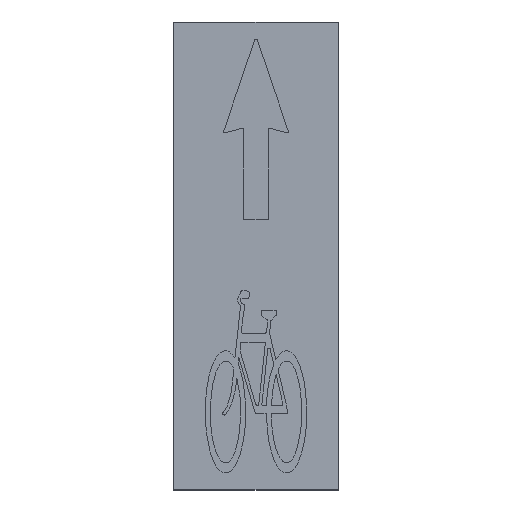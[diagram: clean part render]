
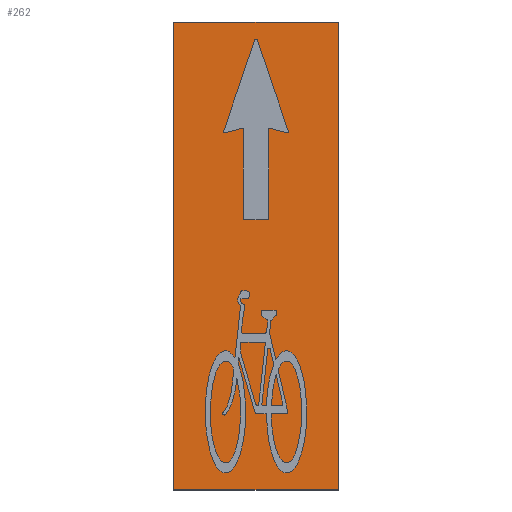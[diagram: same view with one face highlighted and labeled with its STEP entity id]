
A CAD part, top view. The second image highlights one B-rep face of the part: STEP entity #262.
In plain terms, the highlighted planar face has unit normal (0, 0, 1).
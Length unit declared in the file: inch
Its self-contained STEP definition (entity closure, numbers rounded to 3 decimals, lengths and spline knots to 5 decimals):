
#262=ADVANCED_FACE('',(#349),#1542,.T.);
#349=FACE_OUTER_BOUND('',#436,.T.);
#436=EDGE_LOOP('',(#545,#546,#547,#548));
#545=ORIENTED_EDGE('',*,*,#1025,.F.);
#546=ORIENTED_EDGE('',*,*,#1022,.F.);
#547=ORIENTED_EDGE('',*,*,#1019,.F.);
#548=ORIENTED_EDGE('',*,*,#1015,.F.);
#1015=EDGE_CURVE('',#1376,#1377,#1258,.T.);
#1019=EDGE_CURVE('',#1377,#1380,#1262,.T.);
#1022=EDGE_CURVE('',#1380,#1382,#1265,.T.);
#1025=EDGE_CURVE('',#1382,#1376,#1268,.T.);
#1258=B_SPLINE_CURVE_WITH_KNOTS('',1,(#2043,#2044),.UNSPECIFIED.,.F.,.F.,
(2,2),(-5.4,-4.05),.UNSPECIFIED.);
#1262=B_SPLINE_CURVE_WITH_KNOTS('',1,(#2051,#2052),.UNSPECIFIED.,.F.,.F.,
(2,2),(-4.05,-2.7),.UNSPECIFIED.);
#1265=B_SPLINE_CURVE_WITH_KNOTS('',1,(#2057,#2058),.UNSPECIFIED.,.F.,.F.,
(2,2),(-2.7,-1.35),.UNSPECIFIED.);
#1268=B_SPLINE_CURVE_WITH_KNOTS('',1,(#2063,#2064),.UNSPECIFIED.,.F.,.F.,
(2,2),(-1.35,0.),.UNSPECIFIED.);
#1376=VERTEX_POINT('',#2035);
#1377=VERTEX_POINT('',#2036);
#1380=VERTEX_POINT('',#2039);
#1382=VERTEX_POINT('',#2041);
#1542=PLANE('',#1679);
#1679=AXIS2_PLACEMENT_3D('',#2033,#1824,$);
#1824=DIRECTION('',(0.,0.,1.));
#2033=CARTESIAN_POINT('',(7.55232,-0.9938,0.));
#2035=CARTESIAN_POINT('',(6.20232,-0.9938,0.));
#2036=CARTESIAN_POINT('',(6.20232,2.83874,0.));
#2039=CARTESIAN_POINT('',(7.55232,2.83874,0.));
#2041=CARTESIAN_POINT('',(7.55232,-0.9938,0.));
#2043=CARTESIAN_POINT('',(6.20232,-0.9938,0.));
#2044=CARTESIAN_POINT('',(6.20232,2.83874,0.));
#2051=CARTESIAN_POINT('',(6.20232,2.83874,0.));
#2052=CARTESIAN_POINT('',(7.55232,2.83874,0.));
#2057=CARTESIAN_POINT('',(7.55232,2.83874,0.));
#2058=CARTESIAN_POINT('',(7.55232,-0.9938,0.));
#2063=CARTESIAN_POINT('',(7.55232,-0.9938,0.));
#2064=CARTESIAN_POINT('',(6.20232,-0.9938,0.));
